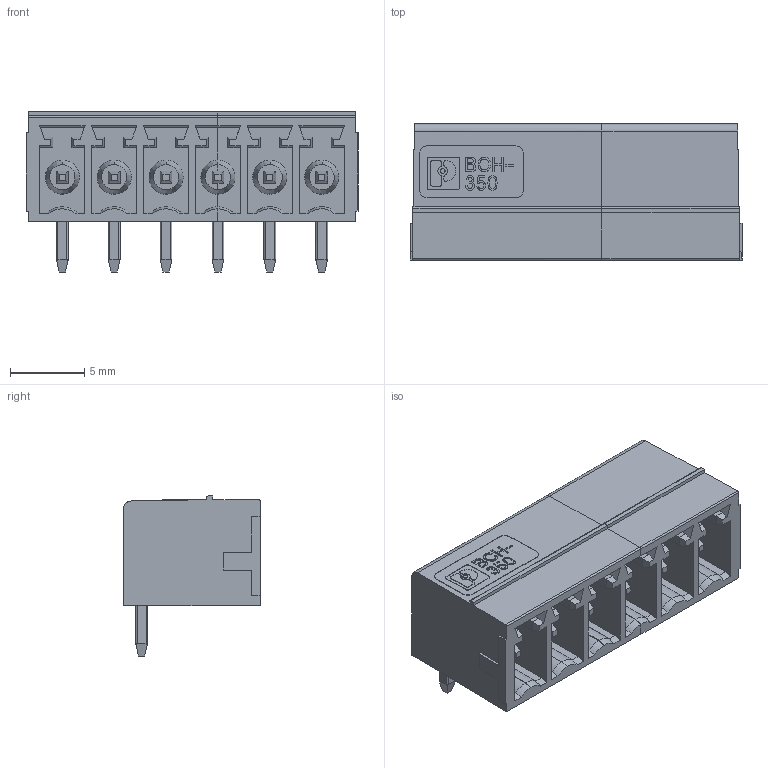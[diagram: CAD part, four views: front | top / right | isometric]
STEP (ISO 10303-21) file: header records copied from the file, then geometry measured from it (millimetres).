
FILE_DESCRIPTION(('STEP AP214'),'1');
FILE_NAME('cctmp_68DA4CC5-88CC-4A07-AC6F-3A5D93707572_2024_08_28_08_53_41_0966_7028..stp','2024-08-28T08:53:42',('PHOENIX CONTACT Deutschland GmbH'),('CADClick - www.CADClick.com'),'Spatial InterOp 3D',' ','unknown authorization');
FILE_SCHEMA(('AUTOMOTIVE_DESIGN'));
Length unit declared in the file: millimetre
Products named in the file (8): 2024_08_28_08_53_41_0607; 2024_08_28_08_53_41_0966; 2024_08_28_08_53_41_0951; 2024_08_28_08_53_41_0935; 2024_08_28_08_53_41_0919; 2024_08_28_08_53_41_0904; 2024_08_28_08_53_41_0888; 2024_08_28_08_53_41_0841
Assembly tree (7 placements, depth 2):
  2024_08_28_08_53_41_0607
    2024_08_28_08_53_41_0966
    2024_08_28_08_53_41_0951
    2024_08_28_08_53_41_0935
    2024_08_28_08_53_41_0919
    2024_08_28_08_53_41_0904
    2024_08_28_08_53_41_0888
    2024_08_28_08_53_41_0841
Bounding box: 22.4 x 9.2 x 10.8 mm (x, y, z)
Volume: 779.5 mm3; surface area: 2089.2 mm2
Topology: 8 solids, 8 shells, 906 faces, 2554 edges, 1672 vertices
Faces by surface type: plane 708, cylinder 138, cone 36, torus 12, bspline 12
Entity records: 60946 total; most frequent: CARTESIAN_POINT 10216, ORIENTED_EDGE 5084, STYLED_ITEM 4930, PRESENTATION_STYLE_ASSIGNMENT 4930, COLOUR_RGB 4930, DIRECTION 4411, EDGE_CURVE 2542, CURVE_STYLE 2470
